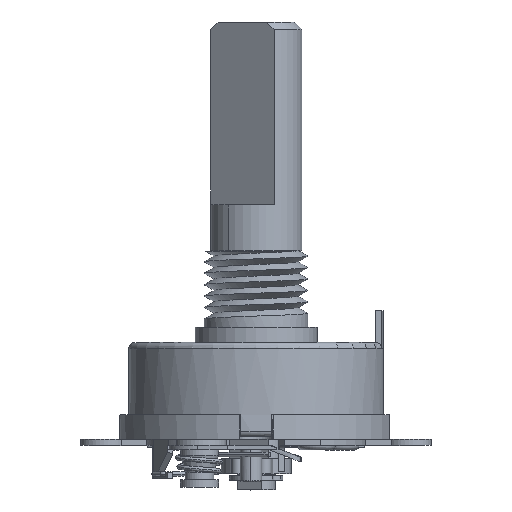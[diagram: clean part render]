
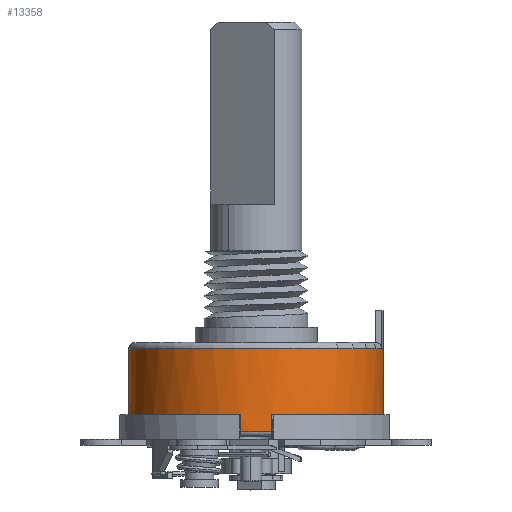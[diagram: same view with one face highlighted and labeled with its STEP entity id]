
A CAD part, top view. The second image highlights one B-rep face of the part: STEP entity #13358.
In plain terms, the highlighted cylindrical face has radius 8.35 mm (diameter 16.7 mm), a partial arc.
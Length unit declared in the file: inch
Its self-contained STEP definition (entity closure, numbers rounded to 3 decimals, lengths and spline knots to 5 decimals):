
#860=CARTESIAN_POINT('',(0.15748,-0.13571,
-0.15748));
#861=DIRECTION('',(0.,1.,0.));
#862=DIRECTION('',(0.971,0.,0.238));
#863=AXIS2_PLACEMENT_3D('',#860,#861,#862);
#1074=DIRECTION('',(0.,1.,0.));
#1075=VECTOR('',#1074,0.17126);
#1076=CARTESIAN_POINT('',(0.48622,-0.13571,
-0.15748));
#1077=LINE('',#1076,#1075);
#1078=CARTESIAN_POINT('',(0.15748,0.03555,
-0.15748));
#1079=DIRECTION('',(0.,1.,0.));
#1080=DIRECTION('',(0.986,0.,0.168));
#1081=AXIS2_PLACEMENT_3D('',#1078,#1079,#1080);
#2472=CARTESIAN_POINT('',(0.15748,-0.13571,
-0.15748));
#2473=DIRECTION('',(0.,1.,0.));
#2474=DIRECTION('',(-1.,0.,0.));
#2475=AXIS2_PLACEMENT_3D('',#2472,#2473,#2474);
#2477=DIRECTION('',(0.,1.,0.));
#2478=VECTOR('',#2477,0.17126);
#2479=CARTESIAN_POINT('',(-0.17126,-0.13571,
-0.15748));
#2480=LINE('',#2479,#2478);
#2481=CARTESIAN_POINT('',(0.15748,-0.13571,
-0.15748));
#2482=DIRECTION('',(0.,1.,0.));
#2483=DIRECTION('',(0.133,0.,0.991));
#2484=AXIS2_PLACEMENT_3D('',#2481,#2482,#2483);
#2486=DIRECTION('',(0.,-1.,0.));
#2487=VECTOR('',#2486,0.04331);
#2488=CARTESIAN_POINT('',(0.19685,-0.13571,
0.16889));
#2489=LINE('',#2488,#2487);
#2509=CARTESIAN_POINT('',(0.15748,0.03555,
-0.15748));
#2510=DIRECTION('',(0.,1.,0.));
#2511=DIRECTION('',(-1.,0.,0.));
#2512=AXIS2_PLACEMENT_3D('',#2509,#2510,#2511);
#4877=CARTESIAN_POINT('',(0.15748,-0.13571,
-0.15748));
#4878=DIRECTION('',(0.,1.,0.));
#4879=DIRECTION('',(-0.13,0.,0.991));
#4880=AXIS2_PLACEMENT_3D('',#4877,#4878,#4879);
#4891=DIRECTION('',(0.,-1.,0.));
#4892=VECTOR('',#4891,0.04331);
#4893=CARTESIAN_POINT('',(0.11811,-0.13571,
0.16889));
#4894=LINE('',#4893,#4892);
#4895=CARTESIAN_POINT('',(0.15748,-0.17902,
-0.15748));
#4896=DIRECTION('',(0.,-1.,0.));
#4897=DIRECTION('',(0.12,0.,0.993));
#4898=AXIS2_PLACEMENT_3D('',#4895,#4896,#4897);
#4958=CARTESIAN_POINT('',(0.15748,-0.13571,
-0.15748));
#4959=DIRECTION('',(0.,1.,0.));
#4960=DIRECTION('',(0.12,0.,0.993));
#4961=AXIS2_PLACEMENT_3D('',#4958,#4959,#4960);
#8091=CARTESIAN_POINT('',(-0.17126,0.03555,
-0.15748));
#8093=VERTEX_POINT('',#8091);
#8165=CARTESIAN_POINT('',(0.48157,0.03555,
-0.10236));
#8166=CARTESIAN_POINT('',(0.48622,0.03555,
-0.15748));
#8167=VERTEX_POINT('',#8165);
#8168=VERTEX_POINT('',#8166);
#8170=CARTESIAN_POINT('',(0.48622,-0.13571,
-0.15748));
#8171=VERTEX_POINT('',#8170);
#8184=CARTESIAN_POINT('',(0.11811,-0.13571,
0.16889));
#8186=VERTEX_POINT('',#8184);
#8189=CARTESIAN_POINT('',(0.19685,-0.13571,
0.16889));
#8191=VERTEX_POINT('',#8189);
#8220=CARTESIAN_POINT('',(0.19685,-0.17902,
0.16889));
#8221=CARTESIAN_POINT('',(0.11811,-0.17902,
0.16889));
#8222=VERTEX_POINT('',#8220);
#8223=VERTEX_POINT('',#8221);
#8533=CARTESIAN_POINT('',(0.20121,-0.13571,
0.16834));
#8535=VERTEX_POINT('',#8533);
#8537=CARTESIAN_POINT('',(0.1146,-0.13571,
0.16845));
#8539=VERTEX_POINT('',#8537);
#8545=CARTESIAN_POINT('',(0.47675,-0.13571,
-0.07916));
#8547=VERTEX_POINT('',#8545);
#8549=CARTESIAN_POINT('',(-0.17126,-0.13571,
-0.15748));
#8550=VERTEX_POINT('',#8549);
#13332=CARTESIAN_POINT('',(0.15748,-0.13571,
-0.15748));
#13333=DIRECTION('',(0.,1.,0.));
#13334=DIRECTION('',(1.,0.,0.));
#13335=AXIS2_PLACEMENT_3D('',#13332,#13333,#13334);
#13336=CYLINDRICAL_SURFACE('',#13335,0.32874);
#13337=ORIENTED_EDGE('',*,*,#13315,.F.);
#13338=ORIENTED_EDGE('',*,*,#11006,.T.);
#13340=ORIENTED_EDGE('',*,*,#13339,.T.);
#13341=ORIENTED_EDGE('',*,*,#10988,.T.);
#13342=ORIENTED_EDGE('',*,*,#10986,.F.);
#13343=ORIENTED_EDGE('',*,*,#10679,.F.);
#13345=ORIENTED_EDGE('',*,*,#13344,.F.);
#13347=ORIENTED_EDGE('',*,*,#13346,.F.);
#13349=ORIENTED_EDGE('',*,*,#13348,.T.);
#13351=ORIENTED_EDGE('',*,*,#13350,.T.);
#13353=ORIENTED_EDGE('',*,*,#13352,.F.);
#13355=ORIENTED_EDGE('',*,*,#13354,.F.);
#13356=EDGE_LOOP('',(#13337,#13338,#13340,#13341,#13342,#13343,#13345,#13347,
#13349,#13351,#13353,#13355));
#13357=FACE_OUTER_BOUND('',#13356,.F.);
#13358=ADVANCED_FACE('',(#13357),#13336,.T.);
#864=CIRCLE('',#863,0.32874);
#1082=CIRCLE('',#1081,0.32874);
#2476=CIRCLE('',#2475,0.32874);
#2485=CIRCLE('',#2484,0.32874);
#2513=CIRCLE('',#2512,0.32874);
#4881=CIRCLE('',#4880,0.32874);
#4899=CIRCLE('',#4898,0.32874);
#4962=CIRCLE('',#4961,0.32874);
#10679=EDGE_CURVE('',#8547,#8171,#864,.T.);
#10986=EDGE_CURVE('',#8171,#8168,#1077,.T.);
#10988=EDGE_CURVE('',#8167,#8168,#1082,.T.);
#11006=EDGE_CURVE('',#8550,#8093,#2480,.T.);
#13315=EDGE_CURVE('',#8550,#8539,#2476,.T.);
#13339=EDGE_CURVE('',#8093,#8167,#2513,.T.);
#13344=EDGE_CURVE('',#8535,#8547,#2485,.T.);
#13346=EDGE_CURVE('',#8191,#8535,#4962,.T.);
#13348=EDGE_CURVE('',#8191,#8222,#2489,.T.);
#13350=EDGE_CURVE('',#8222,#8223,#4899,.T.);
#13352=EDGE_CURVE('',#8186,#8223,#4894,.T.);
#13354=EDGE_CURVE('',#8539,#8186,#4881,.T.);
